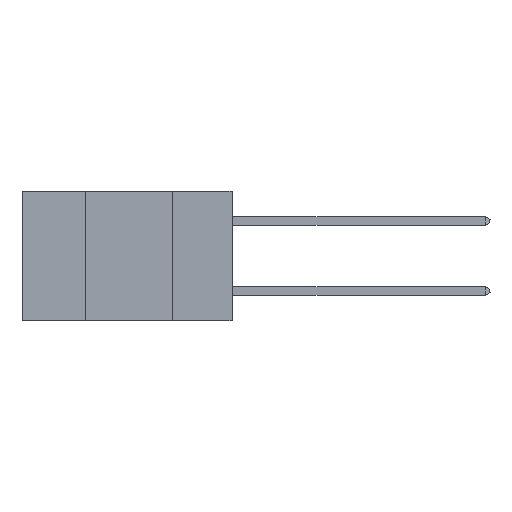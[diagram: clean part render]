
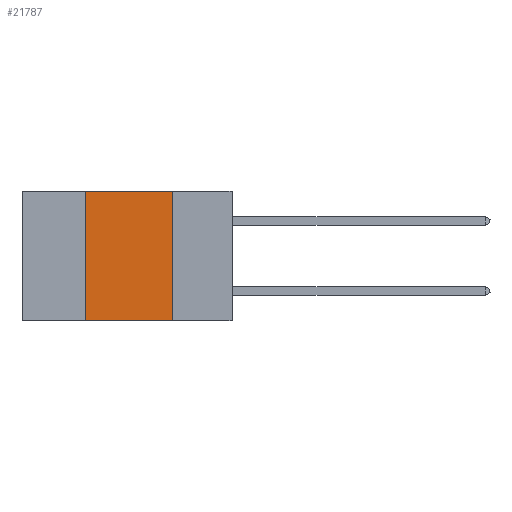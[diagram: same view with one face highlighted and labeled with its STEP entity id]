
A CAD part, left-side view. The second image highlights one B-rep face of the part: STEP entity #21787.
In plain terms, the highlighted planar face has unit normal (-1, 0, 0).
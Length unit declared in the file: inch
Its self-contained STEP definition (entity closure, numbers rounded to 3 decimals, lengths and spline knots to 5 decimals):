
#60 = EDGE_CURVE ( 'NONE', #1444, #2605, #2555, .T. ) ;
#86 = VERTEX_POINT ( 'NONE', #23324 ) ;
#1025 = ORIENTED_EDGE ( 'NONE', *, *, #60, .F. ) ;
#1444 = VERTEX_POINT ( 'NONE', #25299 ) ;
#2555 = LINE ( 'NONE', #21115, #19090 ) ;
#2605 = VERTEX_POINT ( 'NONE', #27096 ) ;
#2635 = EDGE_LOOP ( 'NONE', ( #16953, #1025, #7460, #20282 ) ) ;
#5779 = LINE ( 'NONE', #14824, #21601 ) ;
#6161 = DIRECTION ( 'NONE',  ( 0., -1., 0. ) ) ;
#6902 = PLANE ( 'NONE',  #24064 ) ;
#7460 = ORIENTED_EDGE ( 'NONE', *, *, #12167, .F. ) ;
#7481 = VECTOR ( 'NONE', #24493, 39.37008 ) ;
#9075 = DIRECTION ( 'NONE',  ( 0., 0., -1. ) ) ;
#10400 = DIRECTION ( 'NONE',  ( 0., -1., 0. ) ) ;
#10515 = CARTESIAN_POINT ( 'NONE',  ( 0., 0.42, -0.37 ) ) ;
#11196 = CARTESIAN_POINT ( 'NONE',  ( 0., 0.6, 0. ) ) ;
#12167 = EDGE_CURVE ( 'NONE', #16862, #1444, #13295, .T. ) ;
#12501 = EDGE_CURVE ( 'NONE', #16862, #86, #5779, .T. ) ;
#13295 = LINE ( 'NONE', #15985, #7481 ) ;
#14824 = CARTESIAN_POINT ( 'NONE',  ( 0., 0.6, -0.37 ) ) ;
#14943 = EDGE_CURVE ( 'NONE', #2605, #86, #17182, .T. ) ;
#15985 = CARTESIAN_POINT ( 'NONE',  ( 0., 0.42, 0. ) ) ;
#16234 = CARTESIAN_POINT ( 'NONE',  ( 0., 0.17, 0. ) ) ;
#16862 = VERTEX_POINT ( 'NONE', #10515 ) ;
#16953 = ORIENTED_EDGE ( 'NONE', *, *, #14943, .F. ) ;
#17182 = LINE ( 'NONE', #16234, #22847 ) ;
#19090 = VECTOR ( 'NONE', #10400, 39.37008 ) ;
#20282 = ORIENTED_EDGE ( 'NONE', *, *, #12501, .T. ) ;
#21115 = CARTESIAN_POINT ( 'NONE',  ( 0., 0.6, 0. ) ) ;
#21601 = VECTOR ( 'NONE', #6161, 39.37008 ) ;
#21787 = ADVANCED_FACE ( 'NONE', ( #26200 ), #6902, .F. ) ;
#21974 = DIRECTION ( 'NONE',  ( 1., 0., 0. ) ) ;
#22847 = VECTOR ( 'NONE', #26773, 39.37008 ) ;
#23324 = CARTESIAN_POINT ( 'NONE',  ( 0., 0.17, -0.37 ) ) ;
#24064 = AXIS2_PLACEMENT_3D ( 'NONE', #11196, #21974, #9075 ) ;
#24493 = DIRECTION ( 'NONE',  ( 0., 0., 1. ) ) ;
#25299 = CARTESIAN_POINT ( 'NONE',  ( 0., 0.42, 0. ) ) ;
#26200 = FACE_OUTER_BOUND ( 'NONE', #2635, .T. ) ;
#26773 = DIRECTION ( 'NONE',  ( 0., 0., -1. ) ) ;
#27096 = CARTESIAN_POINT ( 'NONE',  ( 0., 0.17, 0. ) ) ;
